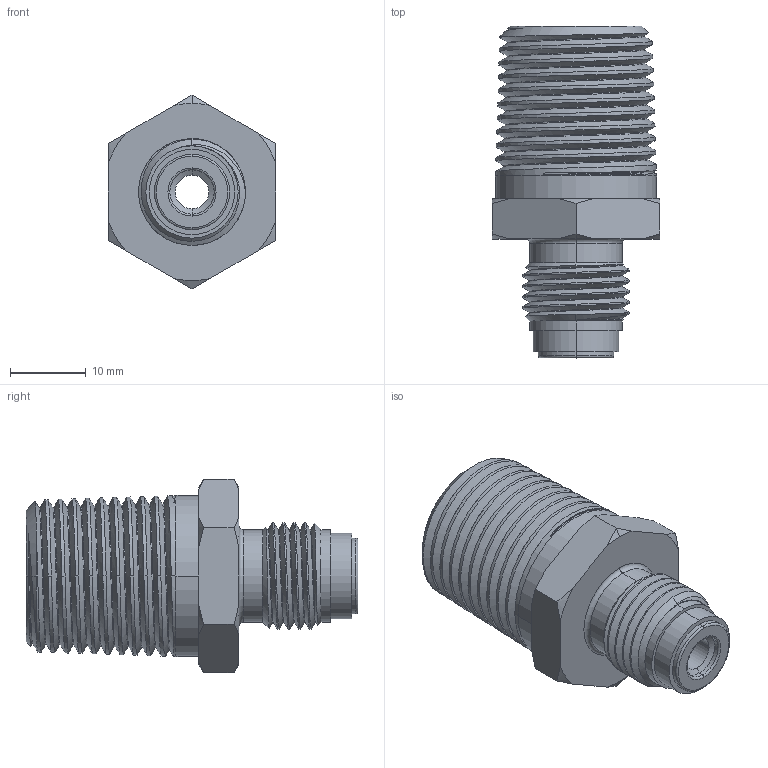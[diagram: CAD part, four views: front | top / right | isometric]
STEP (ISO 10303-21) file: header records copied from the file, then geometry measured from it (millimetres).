
FILE_DESCRIPTION (( 'STEP AP203' ), '1' );
FILE_NAME ('AD-84SS-MMFS.step', '2025-11-14T12:08:39', ( '' ), ( '' ), 'SwSTEP 2.0', 'SolidWorks 2018', '' );
FILE_SCHEMA (( 'CONFIG_CONTROL_DESIGN' ));
Length unit declared in the file: inch
Products named in the file (1): AD-84SS-MMFS
Bounding box: 22.23 x 43.95 x 25.66 mm (x, y, z)
Volume: 10690 mm3; surface area: 4776.5 mm2
Topology: 1 solids, 1 shells, 95 faces, 248 edges, 159 vertices
Faces by surface type: cone 48, cylinder 23, plane 12, torus 6, bspline 6
Entity records: 10946 total; most frequent: CARTESIAN_POINT 8729, ORIENTED_EDGE 496, DIRECTION 384, EDGE_CURVE 248, VERTEX_POINT 159, AXIS2_PLACEMENT_3D 154, EDGE_LOOP 101, FACE_OUTER_BOUND 95
